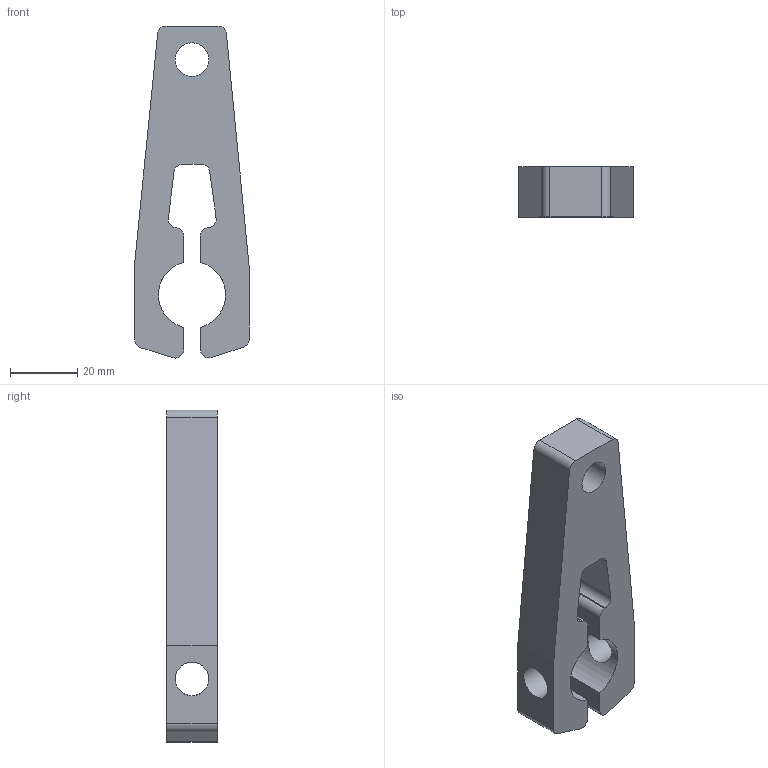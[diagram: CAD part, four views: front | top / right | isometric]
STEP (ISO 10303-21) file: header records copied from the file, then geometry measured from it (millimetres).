
FILE_DESCRIPTION(/* description */ (''),/* implementation_level */ '2;1');
FILE_NAME(/* name */ 'manivelle.stp',/* time_stamp */ '2020-11-28T23:56:44+01:00',/* author */ ('liegu'),/* organization */ (''),/* preprocessor_version */ 'ST-DEVELOPER v18',/* originating_system */ 'Autodesk Inventor 2020',/* authorisation */ '');
FILE_SCHEMA (('AUTOMOTIVE_DESIGN { 1 0 10303 214 3 1 1 }'));
Length unit declared in the file: millimetre
Products named in the file (1): Pièce1
Bounding box: 34 x 15 x 98.79 mm (x, y, z)
Volume: 30259.6 mm3; surface area: 10528 mm2
Topology: 1 solids, 1 shells, 35 faces, 100 edges, 67 vertices
Faces by surface type: plane 18, cylinder 17
Full cylindrical faces by diameter (mm): 10 x3
Entity records: 1270 total; most frequent: CARTESIAN_POINT 269, DIRECTION 203, ORIENTED_EDGE 200, EDGE_CURVE 100, AXIS2_PLACEMENT_3D 69, VERTEX_POINT 67, LINE 65, VECTOR 65
